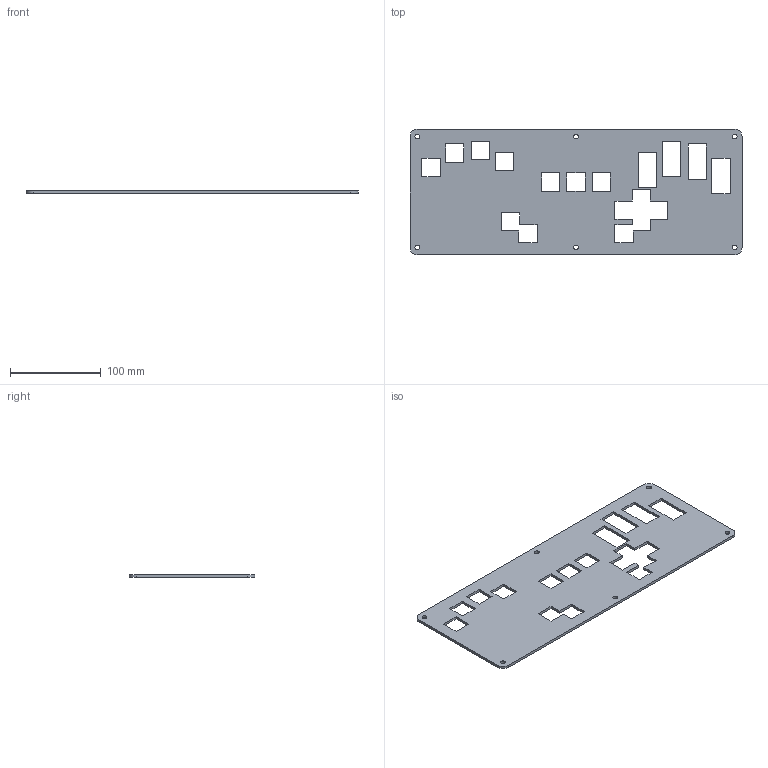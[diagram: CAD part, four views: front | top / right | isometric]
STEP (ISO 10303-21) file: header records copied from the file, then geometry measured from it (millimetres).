
FILE_DESCRIPTION(/* description */ (''),/* implementation_level */ '2;1');
FILE_NAME(/* name */ 'HTangl V2 Top Panel.step',/* time_stamp */ '2022-04-08T20:46:42-07:00',/* author */ (''),/* organization */ (''),/* preprocessor_version */ 'ST-DEVELOPER v18.1',/* originating_system */ 'Autodesk Translation Framework v10.14.0.1471',/* authorisation */ '');
FILE_SCHEMA (('AUTOMOTIVE_DESIGN { 1 0 10303 214 3 1 1 }'));
Length unit declared in the file: millimetre
Products named in the file (1): HTangl V2 Top Panel
Bounding box: 366.4 x 138.4 x 3 mm (x, y, z)
Volume: 125224.2 mm3; surface area: 91108.4 mm2
Topology: 1 solids, 1 shells, 84 faces, 246 edges, 164 vertices
Faces by surface type: plane 74, cylinder 10
Full cylindrical faces by diameter (mm): 5.2 x6
Entity records: 2866 total; most frequent: CARTESIAN_POINT 495, ORIENTED_EDGE 492, DIRECTION 436, EDGE_CURVE 246, LINE 226, VECTOR 226, VERTEX_POINT 164, EDGE_LOOP 122
